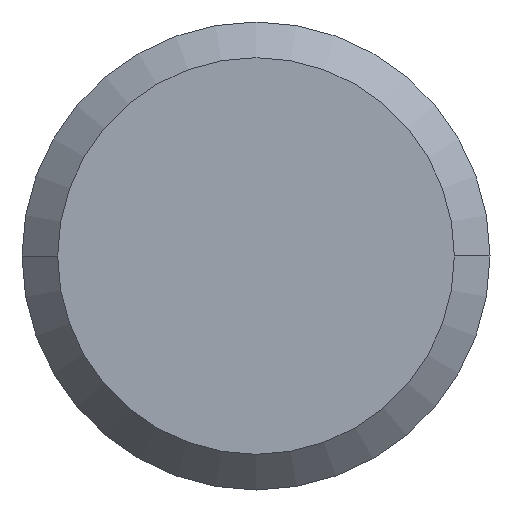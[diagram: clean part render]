
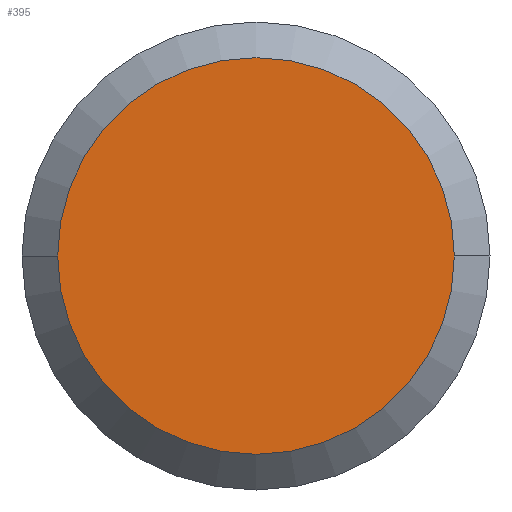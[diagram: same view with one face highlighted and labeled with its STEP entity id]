
A CAD part, left-side view. The second image highlights one B-rep face of the part: STEP entity #395.
In plain terms, the highlighted planar face has unit normal (-1, 0, 0).
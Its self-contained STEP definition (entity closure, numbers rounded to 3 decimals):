
#18 = DIRECTION ( 'NONE',  ( 0., 1., 0. ) ) ;
#36 = DIRECTION ( 'NONE',  ( -1., 0., 0. ) ) ;
#51 = EDGE_LOOP ( 'NONE', ( #325, #366 ) ) ;
#74 = AXIS2_PLACEMENT_3D ( 'NONE', #229, #357, #323 ) ;
#95 = CARTESIAN_POINT ( 'NONE',  ( 0., 0., 0. ) ) ;
#114 = EDGE_CURVE ( 'NONE', #299, #226, #266, .T. ) ;
#137 = CIRCLE ( 'NONE', #74, 4.238 ) ;
#192 = DIRECTION ( 'NONE',  ( 0., -1., 0. ) ) ;
#226 = VERTEX_POINT ( 'NONE', #309 ) ;
#229 = CARTESIAN_POINT ( 'NONE',  ( 0., 0., 0. ) ) ;
#250 = FACE_OUTER_BOUND ( 'NONE', #51, .T. ) ;
#266 = CIRCLE ( 'NONE', #358, 4.238 ) ;
#299 = VERTEX_POINT ( 'NONE', #306 ) ;
#306 = CARTESIAN_POINT ( 'NONE',  ( 0., 4.238, 0. ) ) ;
#309 = CARTESIAN_POINT ( 'NONE',  ( 0., -4.238, 0. ) ) ;
#323 = DIRECTION ( 'NONE',  ( 0., 1., 0. ) ) ;
#325 = ORIENTED_EDGE ( 'NONE', *, *, #114, .F. ) ;
#332 = AXIS2_PLACEMENT_3D ( 'NONE', #351, #36, #192 ) ;
#351 = CARTESIAN_POINT ( 'NONE',  ( 0., 0., 0. ) ) ;
#356 = PLANE ( 'NONE',  #332 ) ;
#357 = DIRECTION ( 'NONE',  ( 1., 0., 0. ) ) ;
#358 = AXIS2_PLACEMENT_3D ( 'NONE', #95, #403, #18 ) ;
#366 = ORIENTED_EDGE ( 'NONE', *, *, #413, .F. ) ;
#395 = ADVANCED_FACE ( 'NONE', ( #250 ), #356, .T. ) ;
#403 = DIRECTION ( 'NONE',  ( 1., 0., 0. ) ) ;
#413 = EDGE_CURVE ( 'NONE', #226, #299, #137, .T. ) ;
